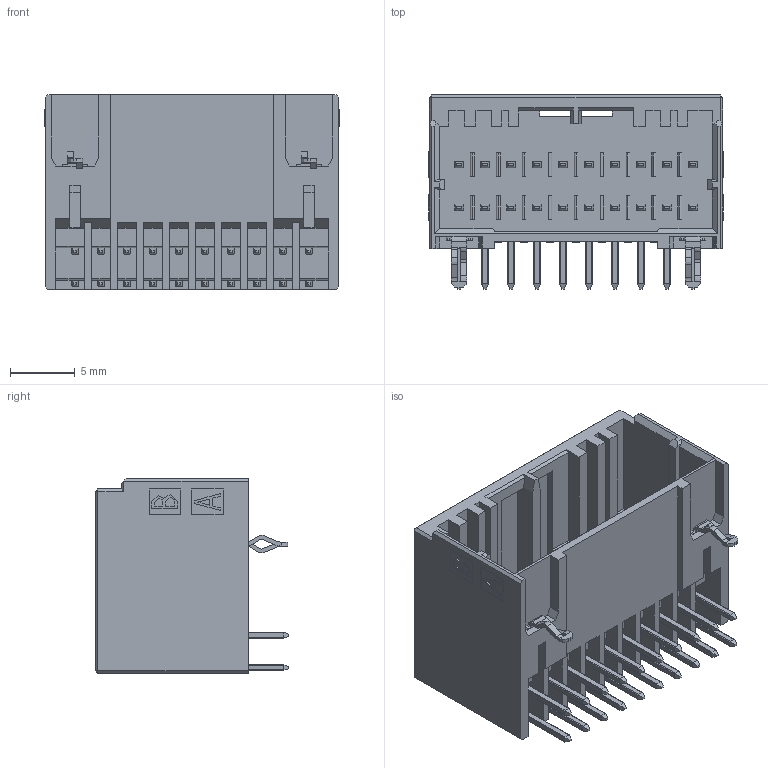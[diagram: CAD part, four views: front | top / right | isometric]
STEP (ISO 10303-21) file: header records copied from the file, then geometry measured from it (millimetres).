
FILE_DESCRIPTION( ('This file contains a STEP AP42 implementation' ,'as created by ZW3D STEP Interface translator.') ,'2;1' );
FILE_NAME( 'WD2000-2WR10XXBT01W.stp' ,'2312 4.143454', (''), ('ZWCAD Software Co.'), 'Version 1.0', 'ZW3D to STEP translator', '' );
FILE_SCHEMA(('AUTOMOTIVE_DESIGN { 1 0 10303 214 1 1 1 1 }'));
Length unit declared in the file: millimetre
Products named in the file (2): 0; WD2000-2WR10XXBT01W
Bounding box: 22.64 x 14.92 x 15 mm (x, y, z)
Volume: 1528 mm3
Topology: 1 solids, 3 shells, 1553 faces, 4113 edges, 2633 vertices
Faces by surface type: plane 1111, cylinder 260, bspline 182
Entity records: 53379 total; most frequent: CARTESIAN_POINT 14429, ORIENTED_EDGE 8230, DIRECTION 6919, EDGE_CURVE 4115, VECTOR 3239, LINE 3239, VERTEX_POINT 2633, AXIS2_PLACEMENT_3D 1840
